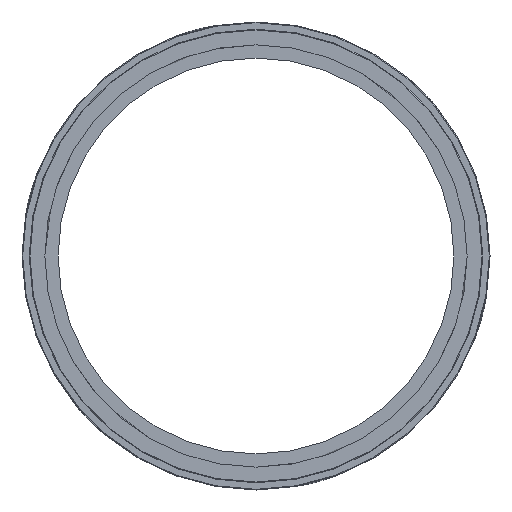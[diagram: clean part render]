
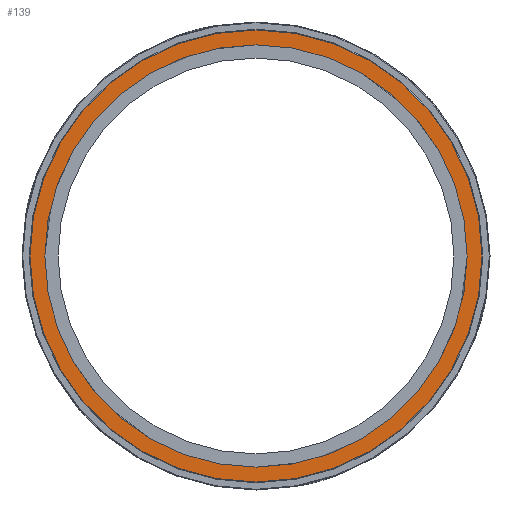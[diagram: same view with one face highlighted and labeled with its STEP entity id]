
A CAD part, front view. The second image highlights one B-rep face of the part: STEP entity #139.
In plain terms, the highlighted planar face has unit normal (0, -1, 0).
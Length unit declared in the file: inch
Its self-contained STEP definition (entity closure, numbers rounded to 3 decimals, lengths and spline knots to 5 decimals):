
#139 = ADVANCED_FACE ( 'NONE', ( #347, #2491 ), #1295, .F. ) ;
#347 = FACE_OUTER_BOUND ( 'NONE', #4949, .T. ) ;
#492 = VERTEX_POINT ( 'NONE', #3037 ) ;
#505 = CARTESIAN_POINT ( 'NONE',  ( 0., -4.21464, 3. ) ) ;
#555 = CIRCLE ( 'NONE', #3318, 3. ) ;
#673 = CARTESIAN_POINT ( 'NONE',  ( 0., -4.21464, 0. ) ) ;
#1017 = ORIENTED_EDGE ( 'NONE', *, *, #3553, .T. ) ;
#1048 = CIRCLE ( 'NONE', #1784, 3.21156 ) ;
#1174 = VERTEX_POINT ( 'NONE', #505 ) ;
#1295 = PLANE ( 'NONE',  #5022 ) ;
#1452 = DIRECTION ( 'NONE',  ( 0., -1., 0. ) ) ;
#1784 = AXIS2_PLACEMENT_3D ( 'NONE', #2438, #3780, #4219 ) ;
#1906 = DIRECTION ( 'NONE',  ( 0., 0., 1. ) ) ;
#1986 = AXIS2_PLACEMENT_3D ( 'NONE', #2207, #4417, #2660 ) ;
#2032 = ORIENTED_EDGE ( 'NONE', *, *, #3568, .T. ) ;
#2140 = CARTESIAN_POINT ( 'NONE',  ( 0., -4.21464, 0. ) ) ;
#2174 = CARTESIAN_POINT ( 'NONE',  ( 0., -4.21464, 3.21156 ) ) ;
#2207 = CARTESIAN_POINT ( 'NONE',  ( 0., -4.21464, 0. ) ) ;
#2438 = CARTESIAN_POINT ( 'NONE',  ( 0., -4.21464, 0. ) ) ;
#2491 = FACE_BOUND ( 'NONE', #4759, .T. ) ;
#2636 = CIRCLE ( 'NONE', #2944, 3.21156 ) ;
#2660 = DIRECTION ( 'NONE',  ( 0., 0., 1. ) ) ;
#2813 = CARTESIAN_POINT ( 'NONE',  ( 0., -4.21464, 0. ) ) ;
#2944 = AXIS2_PLACEMENT_3D ( 'NONE', #2813, #1452, #1906 ) ;
#3037 = CARTESIAN_POINT ( 'NONE',  ( 0., -4.21464, -3.21156 ) ) ;
#3044 = DIRECTION ( 'NONE',  ( 0., 1., 0. ) ) ;
#3318 = AXIS2_PLACEMENT_3D ( 'NONE', #673, #5013, #4078 ) ;
#3553 = EDGE_CURVE ( 'NONE', #492, #5246, #2636, .T. ) ;
#3568 = EDGE_CURVE ( 'NONE', #1174, #4479, #555, .T. ) ;
#3780 = DIRECTION ( 'NONE',  ( 0., -1., 0. ) ) ;
#3847 = ORIENTED_EDGE ( 'NONE', *, *, #5212, .T. ) ;
#4078 = DIRECTION ( 'NONE',  ( 0., 0., 1. ) ) ;
#4219 = DIRECTION ( 'NONE',  ( 0., 0., 1. ) ) ;
#4326 = EDGE_CURVE ( 'NONE', #5246, #492, #1048, .T. ) ;
#4417 = DIRECTION ( 'NONE',  ( 0., 1., 0. ) ) ;
#4479 = VERTEX_POINT ( 'NONE', #5229 ) ;
#4759 = EDGE_LOOP ( 'NONE', ( #2032, #3847 ) ) ;
#4932 = ORIENTED_EDGE ( 'NONE', *, *, #4326, .T. ) ;
#4949 = EDGE_LOOP ( 'NONE', ( #4932, #1017 ) ) ;
#5013 = DIRECTION ( 'NONE',  ( 0., 1., 0. ) ) ;
#5022 = AXIS2_PLACEMENT_3D ( 'NONE', #2140, #3044, #5747 ) ;
#5212 = EDGE_CURVE ( 'NONE', #4479, #1174, #5483, .T. ) ;
#5229 = CARTESIAN_POINT ( 'NONE',  ( 0., -4.21464, -3. ) ) ;
#5246 = VERTEX_POINT ( 'NONE', #2174 ) ;
#5483 = CIRCLE ( 'NONE', #1986, 3. ) ;
#5747 = DIRECTION ( 'NONE',  ( 0., 0., 1. ) ) ;
